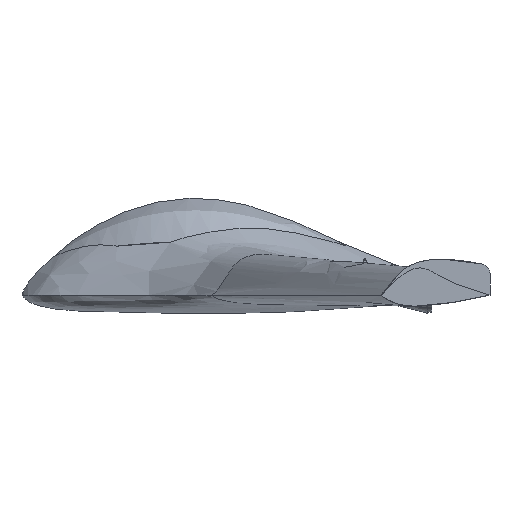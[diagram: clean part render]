
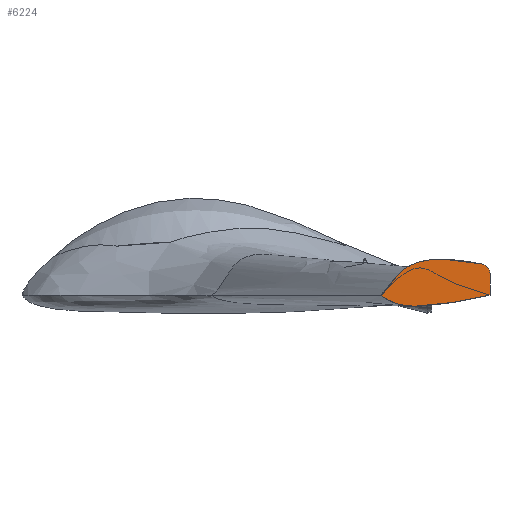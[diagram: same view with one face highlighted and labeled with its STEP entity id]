
A CAD part, front view. The second image highlights one B-rep face of the part: STEP entity #6224.
In plain terms, the highlighted planar face has unit normal (0, -1, 0).
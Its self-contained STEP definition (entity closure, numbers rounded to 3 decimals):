
#5995 = VERTEX_POINT('',#5996);
#5996 = CARTESIAN_POINT('',(460.,-533.,0.));
#6002 = EDGE_CURVE('',#6003,#5995,#6005,.T.);
#6003 = VERTEX_POINT('',#6004);
#6004 = CARTESIAN_POINT('',(590.,-533.,40.));
#6005 = B_SPLINE_CURVE_WITH_KNOTS('',5,(#6006,#6007,#6008,#6009,#6010,
    #6011,#6012,#6013,#6014,#6015,#6016,#6017,#6018,#6019,#6020,#6021,
    #6022,#6023,#6024,#6025,#6026,#6027,#6028,#6029,#6030),
  .UNSPECIFIED.,.F.,.F.,(6,1,1,1,1,1,1,1,1,1,1,1,1,1,1,1,1,1,1,1,6),(-1.
    ,-0.95,-0.9,-0.85,-0.8,-0.75,-0.7,-0.65,-0.6,-0.55,-0.5,-0.45,-0.4,
    -0.35,-0.3,-0.25,-0.2,-0.15,-0.1,-0.05,0.),.QUASI_UNIFORM_KNOTS.);
#6006 = CARTESIAN_POINT('',(590.,-533.,40.));
#6007 = CARTESIAN_POINT('',(588.146,-533.,40.379));
#6008 = CARTESIAN_POINT('',(584.444,-533.,41.111));
#6009 = CARTESIAN_POINT('',(578.913,-533.,42.126));
#6010 = CARTESIAN_POINT('',(571.582,-533.,43.314));
#6011 = CARTESIAN_POINT('',(562.493,-533.,44.517));
#6012 = CARTESIAN_POINT('',(553.491,-533.,45.416));
#6013 = CARTESIAN_POINT('',(544.597,-533.,45.978));
#6014 = CARTESIAN_POINT('',(535.844,-533.,46.15));
#6015 = CARTESIAN_POINT('',(527.281,-533.,45.857));
#6016 = CARTESIAN_POINT('',(518.979,-533.,44.998));
#6017 = CARTESIAN_POINT('',(511.023,-533.,43.453));
#6018 = CARTESIAN_POINT('',(503.507,-533.,41.116));
#6019 = CARTESIAN_POINT('',(496.52,-533.,37.918));
#6020 = CARTESIAN_POINT('',(490.132,-533.,33.861));
#6021 = CARTESIAN_POINT('',(484.39,-533.,29.047));
#6022 = CARTESIAN_POINT('',(479.295,-533.,23.716));
#6023 = CARTESIAN_POINT('',(474.815,-533.,18.214));
#6024 = CARTESIAN_POINT('',(470.9,-533.,12.925));
#6025 = CARTESIAN_POINT('',(467.492,-533.,8.213));
#6026 = CARTESIAN_POINT('',(464.539,-533.,4.367));
#6027 = CARTESIAN_POINT('',(462.518,-533.,2.098));
#6028 = CARTESIAN_POINT('',(461.187,-533.,0.867));
#6029 = CARTESIAN_POINT('',(460.382,-533.,0.254));
#6030 = CARTESIAN_POINT('',(460.,-533.,0.));
#6095 = EDGE_CURVE('',#6096,#6003,#6098,.T.);
#6096 = VERTEX_POINT('',#6097);
#6097 = CARTESIAN_POINT('',(600.,-533.,27.456));
#6098 = CIRCLE('',#6099,12.868);
#6099 = AXIS2_PLACEMENT_3D('',#6100,#6101,#6102);
#6100 = CARTESIAN_POINT('',(587.132,-533.,27.456));
#6101 = DIRECTION('',(0.,-1.,0.));
#6102 = DIRECTION('',(1.,0.,0.));
#6120 = EDGE_CURVE('',#6121,#6096,#6123,.T.);
#6121 = VERTEX_POINT('',#6122);
#6122 = CARTESIAN_POINT('',(600.,-533.,0.));
#6123 = LINE('',#6124,#6125);
#6124 = CARTESIAN_POINT('',(600.,-533.,0.));
#6125 = VECTOR('',#6126,1.);
#6126 = DIRECTION('',(0.,0.,1.));
#6145 = EDGE_CURVE('',#5995,#6121,#6146,.T.);
#6146 = B_SPLINE_CURVE_WITH_KNOTS('',5,(#6147,#6148,#6149,#6150,#6151,
    #6152,#6153,#6154,#6155,#6156,#6157,#6158,#6159,#6160,#6161,#6162,
    #6163,#6164,#6165,#6166,#6167,#6168,#6169,#6170,#6171),
  .UNSPECIFIED.,.F.,.F.,(6,1,1,1,1,1,1,1,1,1,1,1,1,1,1,1,1,1,1,1,6),(0.,
    0.05,0.1,0.15,0.2,0.25,0.3,0.35,0.4,0.45,0.5,0.55,0.6,0.65,0.7,
    0.75,0.8,0.85,0.9,0.95,1.),.QUASI_UNIFORM_KNOTS.);
#6147 = CARTESIAN_POINT('',(460.,-533.,0.));
#6148 = CARTESIAN_POINT('',(461.045,-533.,-0.857));
#6149 = CARTESIAN_POINT('',(463.174,-533.,-2.503));
#6150 = CARTESIAN_POINT('',(466.485,-533.,-4.775));
#6151 = CARTESIAN_POINT('',(471.138,-533.,-7.404));
#6152 = CARTESIAN_POINT('',(477.35,-533.,-10.021));
#6153 = CARTESIAN_POINT('',(483.953,-533.,-11.971));
#6154 = CARTESIAN_POINT('',(490.926,-533.,-13.275));
#6155 = CARTESIAN_POINT('',(498.225,-533.,-13.98));
#6156 = CARTESIAN_POINT('',(505.782,-533.,-14.165));
#6157 = CARTESIAN_POINT('',(513.514,-533.,-13.925));
#6158 = CARTESIAN_POINT('',(521.334,-533.,-13.363));
#6159 = CARTESIAN_POINT('',(529.158,-533.,-12.573));
#6160 = CARTESIAN_POINT('',(536.915,-533.,-11.635));
#6161 = CARTESIAN_POINT('',(544.56,-533.,-10.596));
#6162 = CARTESIAN_POINT('',(552.062,-533.,-9.487));
#6163 = CARTESIAN_POINT('',(559.404,-533.,-8.319));
#6164 = CARTESIAN_POINT('',(566.582,-533.,-7.092));
#6165 = CARTESIAN_POINT('',(573.594,-533.,-5.804));
#6166 = CARTESIAN_POINT('',(580.443,-533.,-4.453));
#6167 = CARTESIAN_POINT('',(587.131,-533.,-3.037));
#6168 = CARTESIAN_POINT('',(592.356,-533.,-1.854));
#6169 = CARTESIAN_POINT('',(596.205,-533.,-0.938));
#6170 = CARTESIAN_POINT('',(598.74,-533.,-0.315));
#6171 = CARTESIAN_POINT('',(600.,-533.,0.));
#6224 = ADVANCED_FACE('',(#6225),#6231,.T.);
#6225 = FACE_BOUND('',#6226,.T.);
#6226 = EDGE_LOOP('',(#6227,#6228,#6229,#6230));
#6227 = ORIENTED_EDGE('',*,*,#6145,.T.);
#6228 = ORIENTED_EDGE('',*,*,#6120,.T.);
#6229 = ORIENTED_EDGE('',*,*,#6095,.T.);
#6230 = ORIENTED_EDGE('',*,*,#6002,.T.);
#6231 = PLANE('',#6232);
#6232 = AXIS2_PLACEMENT_3D('',#6233,#6234,#6235);
#6233 = CARTESIAN_POINT('',(530.,-533.,15.993));
#6234 = DIRECTION('',(0.,-1.,0.));
#6235 = DIRECTION('',(1.,0.,0.));
